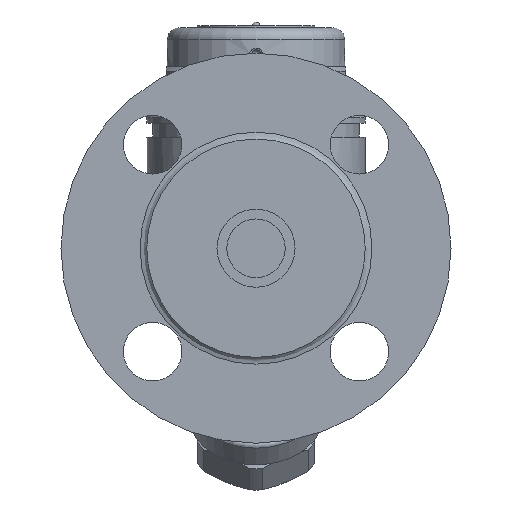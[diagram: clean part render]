
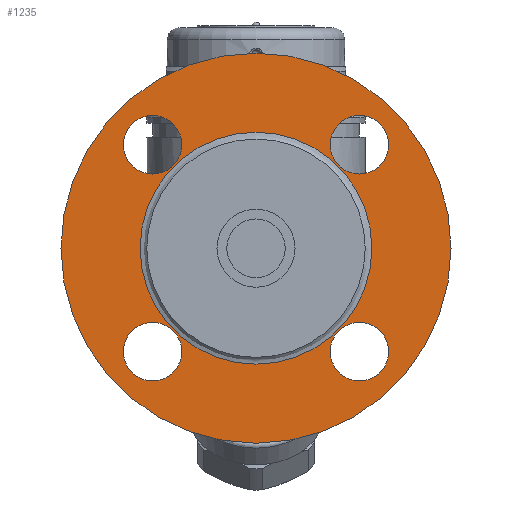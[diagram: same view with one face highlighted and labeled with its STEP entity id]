
A CAD part, left-side view. The second image highlights one B-rep face of the part: STEP entity #1235.
In plain terms, the highlighted planar face has unit normal (-1, 0, 0).
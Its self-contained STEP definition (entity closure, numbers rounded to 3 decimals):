
#779=CARTESIAN_POINT('',(-81.5,-34.017,-26.517));
#780=VERTEX_POINT('',#779);
#781=CARTESIAN_POINT('',(-81.5,-26.517,-26.517));
#782=DIRECTION('',(1.0,0.0,0.0));
#783=DIRECTION('',(0.0,-1.0,0.0));
#784=AXIS2_PLACEMENT_3D('',#781,#782,#783);
#785=CIRCLE('',#784,7.5);
#786=EDGE_CURVE('',#780,#780,#785,.T.);
#828=CARTESIAN_POINT('',(-81.5,26.517,-34.017));
#829=VERTEX_POINT('',#828);
#830=CARTESIAN_POINT('',(-81.5,26.517,-26.517));
#831=DIRECTION('',(1.0,0.0,0.0));
#832=DIRECTION('',(0.0,0.0,-1.0));
#833=AXIS2_PLACEMENT_3D('',#830,#831,#832);
#834=CIRCLE('',#833,7.5);
#835=EDGE_CURVE('',#829,#829,#834,.T.);
#877=CARTESIAN_POINT('',(-81.5,34.017,26.517));
#878=VERTEX_POINT('',#877);
#879=CARTESIAN_POINT('',(-81.5,26.517,26.517));
#880=DIRECTION('',(1.0,0.0,0.0));
#881=DIRECTION('',(0.0,1.0,0.0));
#882=AXIS2_PLACEMENT_3D('',#879,#880,#881);
#883=CIRCLE('',#882,7.5);
#884=EDGE_CURVE('',#878,#878,#883,.T.);
#926=CARTESIAN_POINT('',(-81.5,-26.517,34.017));
#927=VERTEX_POINT('',#926);
#928=CARTESIAN_POINT('',(-81.5,-26.517,26.517));
#929=DIRECTION('',(1.0,0.0,0.0));
#930=DIRECTION('',(0.0,0.0,1.0));
#931=AXIS2_PLACEMENT_3D('',#928,#929,#930);
#932=CIRCLE('',#931,7.5);
#933=EDGE_CURVE('',#927,#927,#932,.T.);
#1111=CARTESIAN_POINT('',(-81.5,0.0,50.));
#1112=VERTEX_POINT('',#1111);
#1113=CARTESIAN_POINT('',(-81.5,0.0,0.));
#1114=DIRECTION('',(-1.0,0.0,0.0));
#1115=DIRECTION('',(0.0,0.0,1.0));
#1116=AXIS2_PLACEMENT_3D('',#1113,#1114,#1115);
#1117=CIRCLE('',#1116,50.0);
#1118=EDGE_CURVE('',#1112,#1112,#1117,.T.);
#1189=CARTESIAN_POINT('',(-81.5,0.,-29.732));
#1190=VERTEX_POINT('',#1189);
#1191=CARTESIAN_POINT('',(-81.5,0.0,0.));
#1192=DIRECTION('',(-1.0,0.0,0.0));
#1193=DIRECTION('',(0.0,0.0,1.0));
#1194=AXIS2_PLACEMENT_3D('',#1191,#1192,#1193);
#1195=CIRCLE('',#1194,29.732);
#1196=EDGE_CURVE('',#1190,#1190,#1195,.T.);
#1212=CARTESIAN_POINT('',(-81.5,0.0,39.));
#1213=DIRECTION('',(-1.0,0.0,0.0));
#1214=DIRECTION('',(0.0,0.0,1.0));
#1215=AXIS2_PLACEMENT_3D('',#1212,#1213,#1214);
#1216=PLANE('',#1215);
#1217=ORIENTED_EDGE('',*,*,#1118,.T.);
#1218=EDGE_LOOP('',(#1217));
#1219=FACE_OUTER_BOUND('',#1218,.T.);
#1220=ORIENTED_EDGE('',*,*,#786,.T.);
#1221=EDGE_LOOP('',(#1220));
#1222=FACE_BOUND('',#1221,.T.);
#1223=ORIENTED_EDGE('',*,*,#835,.T.);
#1224=EDGE_LOOP('',(#1223));
#1225=FACE_BOUND('',#1224,.T.);
#1226=ORIENTED_EDGE('',*,*,#884,.T.);
#1227=EDGE_LOOP('',(#1226));
#1228=FACE_BOUND('',#1227,.T.);
#1229=ORIENTED_EDGE('',*,*,#933,.T.);
#1230=EDGE_LOOP('',(#1229));
#1231=FACE_BOUND('',#1230,.T.);
#1232=ORIENTED_EDGE('',*,*,#1196,.F.);
#1233=EDGE_LOOP('',(#1232));
#1234=FACE_BOUND('',#1233,.T.);
#1235=ADVANCED_FACE('',(#1219,#1222,#1225,#1228,#1231,#1234),#1216,.T.);
